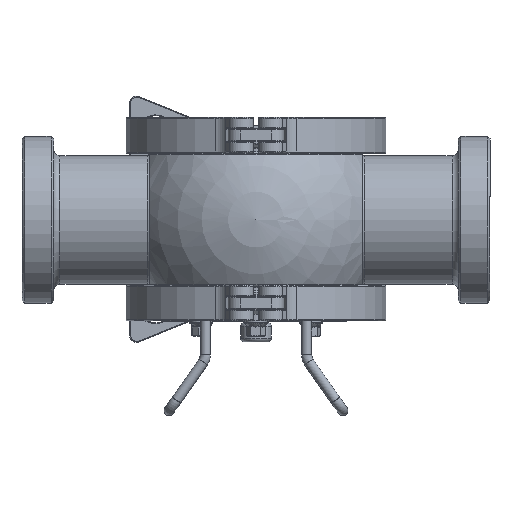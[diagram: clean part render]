
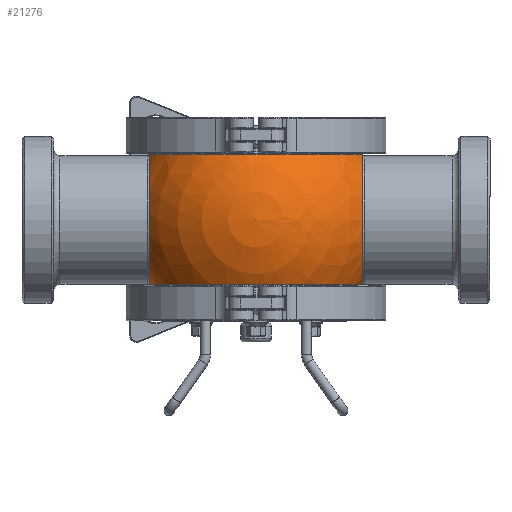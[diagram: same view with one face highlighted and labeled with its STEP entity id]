
A CAD part, top view. The second image highlights one B-rep face of the part: STEP entity #21276.
In plain terms, the highlighted spherical face has radius 102 mm.
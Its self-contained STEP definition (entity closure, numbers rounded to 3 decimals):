
#23=SPHERICAL_SURFACE('',#23127,102.);
#4074=FACE_OUTER_BOUND('',#5449,.T.);
#5449=EDGE_LOOP('',(#14972,#14973,#14974,#14975,#14976,#14977,#14978));
#7028=CIRCLE('',#23117,57.862);
#7029=CIRCLE('',#23118,57.862);
#7032=CIRCLE('',#23124,88.12);
#7034=CIRCLE('',#23128,57.862);
#7035=CIRCLE('',#23129,102.);
#7036=CIRCLE('',#23130,88.12);
#8684=VERTEX_POINT('',#36808);
#8685=VERTEX_POINT('',#36812);
#8686=VERTEX_POINT('',#36814);
#8689=VERTEX_POINT('',#36838);
#8691=VERTEX_POINT('',#36850);
#8692=VERTEX_POINT('',#36852);
#10937=EDGE_CURVE('',#8685,#8684,#7028,.T.);
#10938=EDGE_CURVE('',#8686,#8685,#7029,.T.);
#10945=EDGE_CURVE('',#8689,#8686,#7032,.T.);
#10948=EDGE_CURVE('',#8691,#8689,#7034,.T.);
#10949=EDGE_CURVE('',#8692,#8685,#7035,.T.);
#10950=EDGE_CURVE('',#8691,#8684,#7036,.T.);
#14972=ORIENTED_EDGE('',*,*,#10948,.T.);
#14973=ORIENTED_EDGE('',*,*,#10945,.T.);
#14974=ORIENTED_EDGE('',*,*,#10938,.T.);
#14975=ORIENTED_EDGE('',*,*,#10949,.F.);
#14976=ORIENTED_EDGE('',*,*,#10949,.T.);
#14977=ORIENTED_EDGE('',*,*,#10937,.T.);
#14978=ORIENTED_EDGE('',*,*,#10950,.F.);
#21276=ADVANCED_FACE('',(#4074),#23,.T.);
#23117=AXIS2_PLACEMENT_3D('',#36813,#26977,#26978);
#23118=AXIS2_PLACEMENT_3D('',#36815,#26979,#26980);
#23124=AXIS2_PLACEMENT_3D('',#36842,#26991,#26992);
#23127=AXIS2_PLACEMENT_3D('',#36849,#26997,#26998);
#23128=AXIS2_PLACEMENT_3D('',#36851,#26999,#27000);
#23129=AXIS2_PLACEMENT_3D('',#36853,#27001,#27002);
#23130=AXIS2_PLACEMENT_3D('',#36854,#27003,#27004);
#26977=DIRECTION('center_axis',(-1.,0.,0.));
#26978=DIRECTION('ref_axis',(0.,0.,
1.));
#26979=DIRECTION('center_axis',(-1.,0.,0.));
#26980=DIRECTION('ref_axis',(0.,0.,
1.));
#26991=DIRECTION('center_axis',(0.,1.,0.));
#26992=DIRECTION('ref_axis',(1.,0.,0.));
#26997=DIRECTION('center_axis',(0.,0.,
1.));
#26998=DIRECTION('ref_axis',(-1.,0.,0.));
#26999=DIRECTION('center_axis',(1.,0.,0.));
#27000=DIRECTION('ref_axis',(0.,0.,
-1.));
#27001=DIRECTION('center_axis',(0.,1.,0.));
#27002=DIRECTION('ref_axis',(1.,0.,0.));
#27003=DIRECTION('center_axis',(0.,1.,0.));
#27004=DIRECTION('ref_axis',(1.,0.,0.));
#36808=CARTESIAN_POINT('',(84.,51.37,26.629));
#36812=CARTESIAN_POINT('',(84.,0.,57.862));
#36813=CARTESIAN_POINT('Origin',(84.,0.,
0.));
#36814=CARTESIAN_POINT('',(84.,-51.37,26.629));
#36815=CARTESIAN_POINT('Origin',(84.,0.,
0.));
#36838=CARTESIAN_POINT('',(-84.,-51.37,26.629));
#36842=CARTESIAN_POINT('Origin',(0.,-51.37,
0.));
#36849=CARTESIAN_POINT('Origin',(0.,0.,0.));
#36850=CARTESIAN_POINT('',(-84.,51.37,26.629));
#36851=CARTESIAN_POINT('Origin',(-84.,0.,
0.));
#36852=CARTESIAN_POINT('',(0.,0.,102.));
#36853=CARTESIAN_POINT('Origin',(0.,0.,0.));
#36854=CARTESIAN_POINT('Origin',(0.,51.37,
0.));
